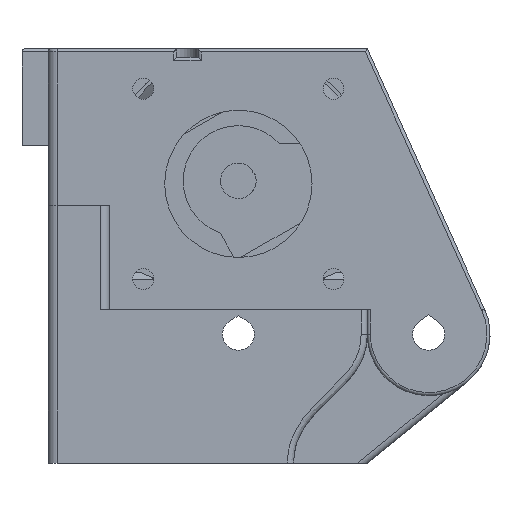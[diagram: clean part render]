
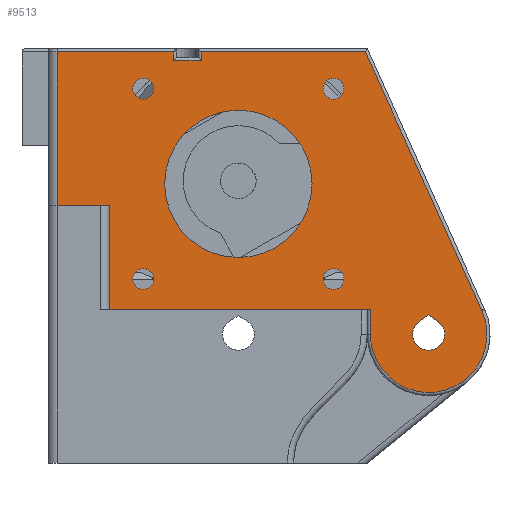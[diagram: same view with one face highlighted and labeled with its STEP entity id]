
A CAD part, left-side view. The second image highlights one B-rep face of the part: STEP entity #9513.
In plain terms, the highlighted planar face has unit normal (-1, 0, 0).
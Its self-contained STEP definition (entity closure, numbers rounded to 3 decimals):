
#124=FACE_BOUND('',#1452,.T.);
#125=FACE_BOUND('',#1453,.T.);
#126=FACE_BOUND('',#1454,.T.);
#127=FACE_BOUND('',#1455,.T.);
#128=FACE_BOUND('',#1456,.T.);
#129=FACE_BOUND('',#1457,.T.);
#351=PLANE('',#10354);
#871=FACE_OUTER_BOUND('',#1451,.T.);
#1451=EDGE_LOOP('',(#8235,#8236,#8237,#8238,#8239,#8240,#8241,#8242,#8243,
#8244,#8245,#8246));
#1452=EDGE_LOOP('',(#8247));
#1453=EDGE_LOOP('',(#8248));
#1454=EDGE_LOOP('',(#8249));
#1455=EDGE_LOOP('',(#8250));
#1456=EDGE_LOOP('',(#8251));
#1457=EDGE_LOOP('',(#8252,#8253,#8254));
#2049=CIRCLE('',#10213,9.5);
#2088=CIRCLE('',#10355,1.7);
#2089=CIRCLE('',#10356,1.7);
#2090=CIRCLE('',#10357,1.7);
#2091=CIRCLE('',#10358,12.);
#2092=CIRCLE('',#10359,1.7);
#2093=CIRCLE('',#10360,2.6);
#2465=LINE('',#21007,#3254);
#2650=LINE('',#21597,#3439);
#2651=LINE('',#21601,#3440);
#2653=LINE('',#21608,#3442);
#2655=LINE('',#21615,#3444);
#2656=LINE('',#21619,#3445);
#2659=LINE('',#21634,#3448);
#2660=LINE('',#21636,#3449);
#2846=LINE('',#22147,#3635);
#2848=LINE('',#22151,#3637);
#2850=LINE('',#22154,#3639);
#2851=LINE('',#22167,#3640);
#2852=LINE('',#22170,#3641);
#3254=VECTOR('',#11552,10.);
#3439=VECTOR('',#12089,10.);
#3440=VECTOR('',#12094,10.);
#3442=VECTOR('',#12100,10.);
#3444=VECTOR('',#12108,10.);
#3445=VECTOR('',#12113,10.);
#3448=VECTOR('',#12130,10.);
#3449=VECTOR('',#12133,10.);
#3635=VECTOR('',#12591,10.);
#3637=VECTOR('',#12595,10.);
#3639=VECTOR('',#12599,10.);
#3640=VECTOR('',#12610,10.);
#3641=VECTOR('',#12613,10.);
#4163=VERTEX_POINT('',#20998);
#4166=VERTEX_POINT('',#21005);
#4379=VERTEX_POINT('',#21596);
#4380=VERTEX_POINT('',#21600);
#4382=VERTEX_POINT('',#21606);
#4383=VERTEX_POINT('',#21607);
#4385=VERTEX_POINT('',#21614);
#4386=VERTEX_POINT('',#21618);
#4388=VERTEX_POINT('',#21624);
#4390=VERTEX_POINT('',#21630);
#4516=VERTEX_POINT('',#22146);
#4517=VERTEX_POINT('',#22150);
#4518=VERTEX_POINT('',#22155);
#4519=VERTEX_POINT('',#22157);
#4520=VERTEX_POINT('',#22159);
#4521=VERTEX_POINT('',#22161);
#4522=VERTEX_POINT('',#22163);
#4523=VERTEX_POINT('',#22165);
#4524=VERTEX_POINT('',#22166);
#4525=VERTEX_POINT('',#22168);
#5275=EDGE_CURVE('',#4166,#4163,#2465,.T.);
#5564=EDGE_CURVE('',#4163,#4379,#2650,.T.);
#5566=EDGE_CURVE('',#4379,#4380,#2651,.T.);
#5569=EDGE_CURVE('',#4382,#4383,#2653,.T.);
#5573=EDGE_CURVE('',#4383,#4385,#2655,.T.);
#5575=EDGE_CURVE('',#4385,#4386,#2656,.T.);
#5580=EDGE_CURVE('',#4386,#4388,#2049,.T.);
#5583=EDGE_CURVE('',#4388,#4390,#2659,.T.);
#5584=EDGE_CURVE('',#4380,#4382,#2660,.T.);
#5807=EDGE_CURVE('',#4516,#4390,#2846,.T.);
#5809=EDGE_CURVE('',#4517,#4516,#2848,.T.);
#5811=EDGE_CURVE('',#4166,#4517,#2850,.T.);
#5812=EDGE_CURVE('',#4518,#4518,#2088,.T.);
#5813=EDGE_CURVE('',#4519,#4519,#2089,.T.);
#5814=EDGE_CURVE('',#4520,#4520,#2090,.T.);
#5815=EDGE_CURVE('',#4521,#4521,#2091,.T.);
#5816=EDGE_CURVE('',#4522,#4522,#2092,.T.);
#5817=EDGE_CURVE('',#4523,#4524,#2851,.T.);
#5818=EDGE_CURVE('',#4524,#4525,#2093,.T.);
#5819=EDGE_CURVE('',#4525,#4523,#2852,.T.);
#8235=ORIENTED_EDGE('',*,*,#5275,.F.);
#8236=ORIENTED_EDGE('',*,*,#5811,.T.);
#8237=ORIENTED_EDGE('',*,*,#5809,.T.);
#8238=ORIENTED_EDGE('',*,*,#5807,.T.);
#8239=ORIENTED_EDGE('',*,*,#5583,.F.);
#8240=ORIENTED_EDGE('',*,*,#5580,.F.);
#8241=ORIENTED_EDGE('',*,*,#5575,.F.);
#8242=ORIENTED_EDGE('',*,*,#5573,.F.);
#8243=ORIENTED_EDGE('',*,*,#5569,.F.);
#8244=ORIENTED_EDGE('',*,*,#5584,.F.);
#8245=ORIENTED_EDGE('',*,*,#5566,.F.);
#8246=ORIENTED_EDGE('',*,*,#5564,.F.);
#8247=ORIENTED_EDGE('',*,*,#5812,.T.);
#8248=ORIENTED_EDGE('',*,*,#5813,.T.);
#8249=ORIENTED_EDGE('',*,*,#5814,.T.);
#8250=ORIENTED_EDGE('',*,*,#5815,.T.);
#8251=ORIENTED_EDGE('',*,*,#5816,.T.);
#8252=ORIENTED_EDGE('',*,*,#5817,.T.);
#8253=ORIENTED_EDGE('',*,*,#5818,.T.);
#8254=ORIENTED_EDGE('',*,*,#5819,.T.);
#9513=ADVANCED_FACE('',(#871,#124,#125,#126,#127,#128,#129),#351,.T.);
#10213=AXIS2_PLACEMENT_3D('',#21628,#12123,#12124);
#10354=AXIS2_PLACEMENT_3D('',#22153,#12597,#12598);
#10355=AXIS2_PLACEMENT_3D('',#22156,#12600,#12601);
#10356=AXIS2_PLACEMENT_3D('',#22158,#12602,#12603);
#10357=AXIS2_PLACEMENT_3D('',#22160,#12604,#12605);
#10358=AXIS2_PLACEMENT_3D('',#22162,#12606,#12607);
#10359=AXIS2_PLACEMENT_3D('',#22164,#12608,#12609);
#10360=AXIS2_PLACEMENT_3D('',#22169,#12611,#12612);
#11552=DIRECTION('',(0.,0.,1.));
#12089=DIRECTION('',(0.,-1.,0.));
#12094=DIRECTION('',(0.,0.,-1.));
#12100=DIRECTION('',(0.,0.,1.));
#12108=DIRECTION('',(0.,-1.,0.));
#12113=DIRECTION('',(0.,-0.411,-0.912));
#12123=DIRECTION('center_axis',(1.,0.,0.));
#12124=DIRECTION('ref_axis',(0.,-0.21,-0.978));
#12130=DIRECTION('',(0.,0.,1.));
#12133=DIRECTION('',(0.,-1.,0.));
#12591=DIRECTION('',(0.,-1.,0.));
#12595=DIRECTION('',(0.,0.,-1.));
#12597=DIRECTION('center_axis',(-1.,0.,0.));
#12598=DIRECTION('ref_axis',(0.,-1.,0.));
#12599=DIRECTION('',(0.,-1.,0.));
#12600=DIRECTION('center_axis',(1.,0.,0.));
#12601=DIRECTION('ref_axis',(0.,-1.,0.));
#12602=DIRECTION('center_axis',(1.,0.,0.));
#12603=DIRECTION('ref_axis',(0.,-1.,0.));
#12604=DIRECTION('center_axis',(1.,0.,0.));
#12605=DIRECTION('ref_axis',(0.,-1.,0.));
#12606=DIRECTION('center_axis',(1.,0.,0.));
#12607=DIRECTION('ref_axis',(0.,-1.,0.));
#12608=DIRECTION('center_axis',(1.,0.,0.));
#12609=DIRECTION('ref_axis',(0.,-1.,0.));
#12610=DIRECTION('',(0.,-0.817,-0.577));
#12611=DIRECTION('center_axis',(1.,0.,0.));
#12612=DIRECTION('ref_axis',(0.,-1.,0.));
#12613=DIRECTION('',(0.,-0.817,0.577));
#20998=CARTESIAN_POINT('',(-123.,29.5,46.));
#21005=CARTESIAN_POINT('',(-123.,29.5,21.));
#21007=CARTESIAN_POINT('',(-123.,29.5,35.5));
#21596=CARTESIAN_POINT('',(-123.,10.548,46.));
#21597=CARTESIAN_POINT('',(-123.,10.5,46.));
#21600=CARTESIAN_POINT('',(-123.,10.548,44.6));
#21601=CARTESIAN_POINT('',(-123.,10.548,35.5));
#21606=CARTESIAN_POINT('',(-123.,6.048,44.6));
#21607=CARTESIAN_POINT('',(-123.,6.048,46.));
#21608=CARTESIAN_POINT('',(-123.,6.048,35.5));
#21614=CARTESIAN_POINT('',(-123.,-20.677,46.));
#21615=CARTESIAN_POINT('',(-123.,10.5,46.));
#21618=CARTESIAN_POINT('',(-123.,-39.66,3.905));
#21619=CARTESIAN_POINT('',(-123.,-22.892,41.088));
#21624=CARTESIAN_POINT('',(-123.,-21.5,0.));
#21628=CARTESIAN_POINT('Origin',(-123.,-31.,0.));
#21630=CARTESIAN_POINT('',(-123.,-21.5,4.));
#21634=CARTESIAN_POINT('',(-123.,-21.5,12.25));
#21636=CARTESIAN_POINT('',(-123.,5.149,44.6));
#22146=CARTESIAN_POINT('',(-123.,21.,4.));
#22147=CARTESIAN_POINT('',(-123.,-10.5,4.));
#22150=CARTESIAN_POINT('',(-123.,21.,21.));
#22151=CARTESIAN_POINT('',(-123.,21.,44.75));
#22153=CARTESIAN_POINT('Origin',(-123.,0.,24.5));
#22154=CARTESIAN_POINT('',(-123.,13.,21.));
#22155=CARTESIAN_POINT('',(-123.,17.2,40.));
#22156=CARTESIAN_POINT('Origin',(-123.,15.5,40.));
#22157=CARTESIAN_POINT('',(-123.,-13.8,40.));
#22158=CARTESIAN_POINT('Origin',(-123.,-15.5,40.));
#22159=CARTESIAN_POINT('',(-123.,-13.8,9.));
#22160=CARTESIAN_POINT('Origin',(-123.,-15.5,9.));
#22161=CARTESIAN_POINT('',(-123.,12.,24.5));
#22162=CARTESIAN_POINT('Origin',(-123.,0.,24.5));
#22163=CARTESIAN_POINT('',(-123.,17.2,9.));
#22164=CARTESIAN_POINT('Origin',(-123.,15.5,9.));
#22165=CARTESIAN_POINT('',(-123.,-31.,3.182));
#22166=CARTESIAN_POINT('',(-123.,-32.499,2.124));
#22167=CARTESIAN_POINT('',(-123.,-15.631,14.026));
#22168=CARTESIAN_POINT('',(-123.,-29.501,2.124));
#22169=CARTESIAN_POINT('Origin',(-123.,-31.,0.));
#22170=CARTESIAN_POINT('',(-123.,-24.924,-1.105));
